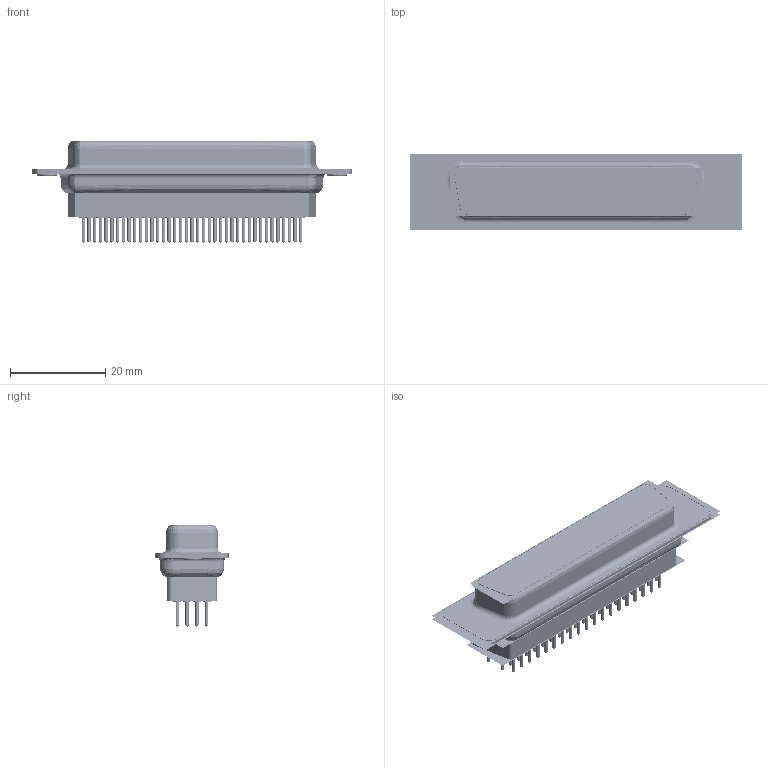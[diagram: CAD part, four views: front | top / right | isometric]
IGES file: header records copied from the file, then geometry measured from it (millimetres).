
Start section:  PTC IGES file: spc15351_asm.igs
Global section: file name: spc15351_asm.igs; native system: Pro/ENGINEER by Parametric Technology Corporation; preprocessor: 2009360; author: yang; organization: Unknown; date: 20150812.161108; units: millimetre
Bounding box: 69.89 x 16.02 x 21.29 mm (x, y, z)
Volume: 16392.6 mm3; surface area: 231080 mm2
Topology: 421 solids, 421 shells, 14592 faces, 68868 edges, 86912 vertices
Faces by surface type: revolution 10816, bspline 3776
